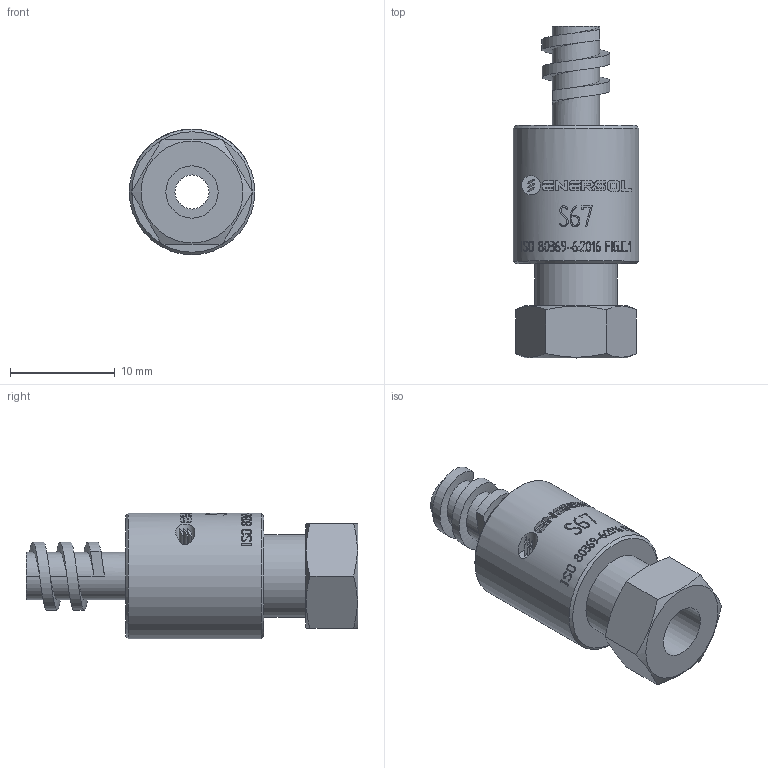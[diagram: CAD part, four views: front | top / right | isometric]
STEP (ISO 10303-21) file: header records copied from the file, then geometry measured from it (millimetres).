
FILE_DESCRIPTION(/* description */ ('Unknown'),/* implementation_level */ '2;1');
FILE_NAME(/* name */ 'Enersol ISO 80369-6-2016 FigC1 (S67)',/* time_stamp */ '2016-09-08T15:19:13+10:00',/* author */ ('Unknown'),/* organization */ ('Unknown'),/* preprocessor_version */ 'ST-DEVELOPER v16.7',/* originating_system */ 'DEX',/* authorisation */ $);
FILE_SCHEMA (('AUTOMOTIVE_DESIGN {1 0 10303 214 3 1 1}'));
Length unit declared in the file: millimetre
Products named in the file (1): Enersol ISO 80369-6-2016 FigC1 (S67)
Bounding box: 12 x 31.7 x 12 mm (x, y, z)
Volume: 1919.3 mm3; surface area: 1945.5 mm2
Topology: 1 solids, 1 shells, 324 faces, 798 edges, 531 vertices
Faces by surface type: plane 215, bspline 58, cylinder 47, cone 4
Full cylindrical faces by diameter (mm): 1.835 x1, 3.25 x1, 4.5 x3, 5 x1, 7.9 x1, 12 x1
Entity records: 11406 total; most frequent: CARTESIAN_POINT 4206, ORIENTED_EDGE 1536, DIRECTION 1268, EDGE_CURVE 768, VERTEX_POINT 522, LINE 484, VECTOR 484, EDGE_LOOP 396
